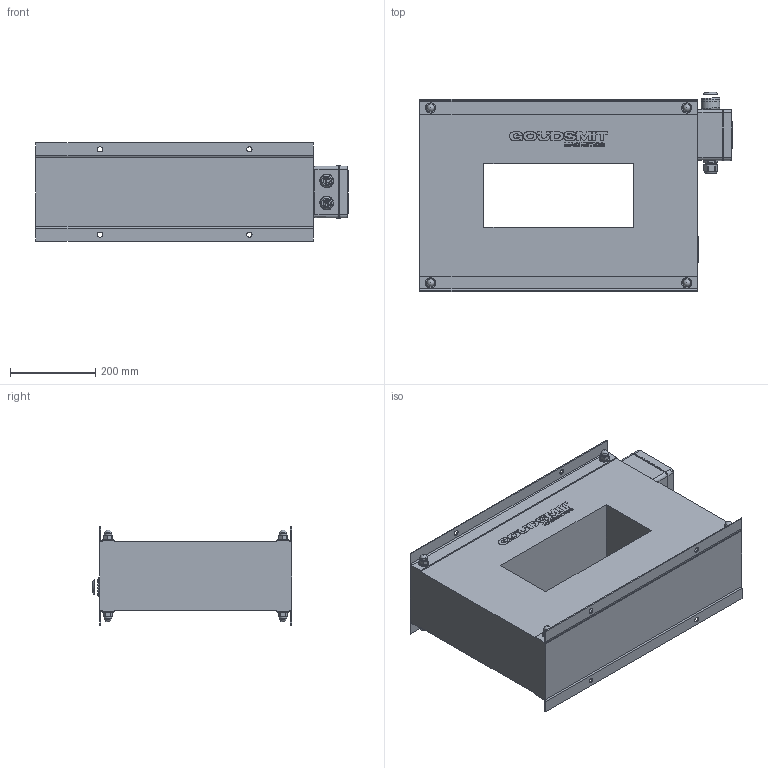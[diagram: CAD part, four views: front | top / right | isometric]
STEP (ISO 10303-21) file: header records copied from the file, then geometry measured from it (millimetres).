
FILE_DESCRIPTION(/* description */ (''),/* implementation_level */ '2;1');
FILE_NAME(/* name */ 'EDTR351502.stp',/* time_stamp */ '2023-03-15T08:40:54+01:00',/* author */ ('dk'),/* organization */ (''),/* preprocessor_version */ 'ST-DEVELOPER v18.1',/* originating_system */ 'Autodesk Inventor 2021',/* authorisation */ '');
FILE_SCHEMA (('AUTOMOTIVE_DESIGN { 1 0 10303 214 3 1 1 }'));
Products named in the file (1): Part4
Bounding box: 731.2 x 466.68 x 230 mm (x, y, z)
Volume: 23268247.2 mm3; surface area: 2110841.6 mm2
Topology: 2 solids, 33 shells, 2372 faces, 6443 edges, 4241 vertices
Faces by surface type: plane 1533, cylinder 480, cone 191, bspline 132, torus 24, sphere 12
Full cylindrical faces by diameter (mm): 4 x8, 4.917 x11, 5 x4, 5.5 x4, 5.6 x6, 6 x12, 7 x8, 10 x8, 10.106 x8, 11 x4, 12 x4, 12.5 x12, 13 x8, 13.2 x4, 17 x14, 20.4 x1, 22.5 x1, 24 x8, 25 x1, 26 x3, 32 x2, 44 x1
Entity records: 78447 total; most frequent: CARTESIAN_POINT 16359, ORIENTED_EDGE 12716, DIRECTION 11886, EDGE_CURVE 6422, VERTEX_POINT 4241, LINE 4218, VECTOR 4218, AXIS2_PLACEMENT_3D 3834
